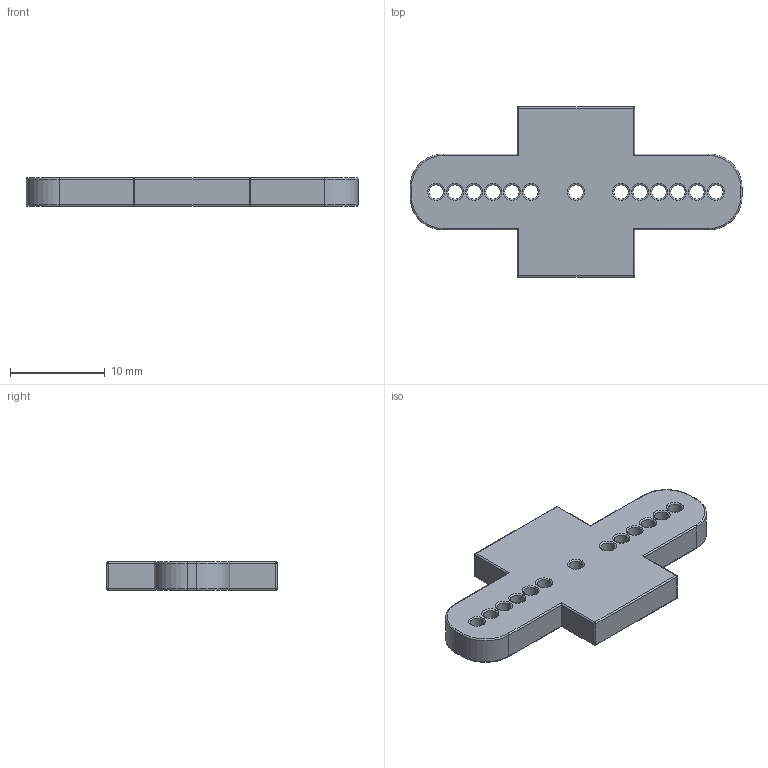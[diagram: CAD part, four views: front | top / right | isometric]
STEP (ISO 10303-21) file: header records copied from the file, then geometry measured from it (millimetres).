
FILE_DESCRIPTION (( 'STEP AP203' ), '1' );
FILE_NAME ('Part8 t308_Default_sldprt.STEP', '2018-07-08T08:09:34', ( '' ), ( '' ), 'SwSTEP 2.0', 'SolidWorks 2014', '' );
FILE_SCHEMA (( 'CONFIG_CONTROL_DESIGN' ));
Length unit declared in the file: millimetre
Products named in the file (1): Part8 t308_Default_sldprt
Bounding box: 35 x 18 x 3 mm (x, y, z)
Volume: 1108.4 mm3; surface area: 1202.5 mm2
Topology: 1 solids, 1 shells, 140 faces, 322 edges, 176 vertices
Faces by surface type: torus 60, cylinder 58, plane 14, sphere 8
Entity records: 4019 total; most frequent: DIRECTION 800, CARTESIAN_POINT 655, ORIENTED_EDGE 628, AXIS2_PLACEMENT_3D 353, EDGE_CURVE 314, CIRCLE 212, VERTEX_POINT 176, EDGE_LOOP 166
